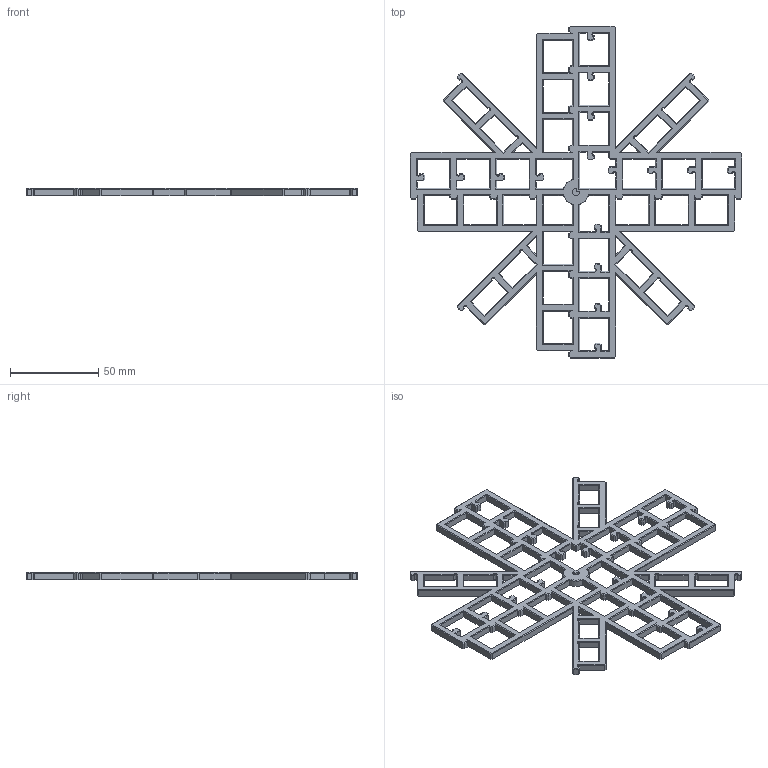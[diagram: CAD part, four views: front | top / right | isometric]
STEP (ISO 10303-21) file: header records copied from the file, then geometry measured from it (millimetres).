
FILE_DESCRIPTION(('Open CASCADE Model'),'2;1');
FILE_NAME('Open CASCADE Shape Model','2024-03-08T16:52:16',('Author'),( 'Open CASCADE'),'Open CASCADE STEP processor 7.7','Open CASCADE 7.7' ,'Unknown');
FILE_SCHEMA(('AUTOMOTIVE_DESIGN { 1 0 10303 214 1 1 1 1 }'));
Length unit declared in the file: millimetre
Products named in the file (1): Open CASCADE STEP translator 7.7 10
Bounding box: 188 x 188 x 4 mm (x, y, z)
Volume: 33512 mm3; surface area: 31355.7 mm2
Topology: 1 solids, 1 shells, 810 faces, 2019 edges, 1212 vertices
Faces by surface type: plane 747, cylinder 32, cone 31
Entity records: 51250 total; most frequent: CARTESIAN_POINT 10716, DIRECTION 7334, LINE 5421, VECTOR 5421, ORIENTED_EDGE 4038, PCURVE 4038, DEFINITIONAL_REPRESENTATION 4038, EDGE_CURVE 2019
